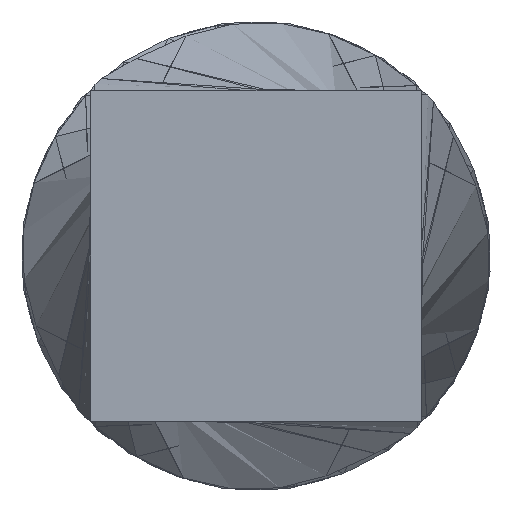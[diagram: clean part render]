
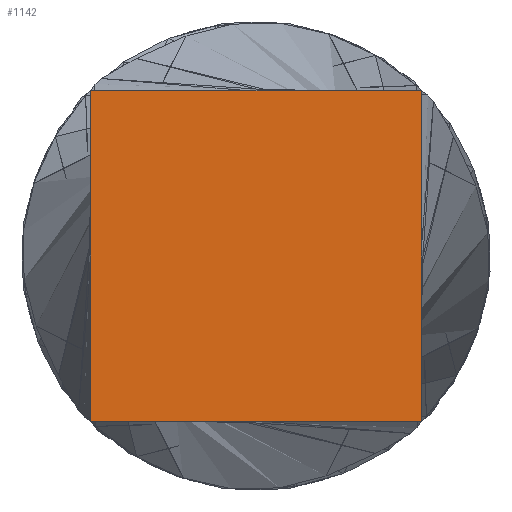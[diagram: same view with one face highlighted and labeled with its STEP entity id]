
A CAD part, front view. The second image highlights one B-rep face of the part: STEP entity #1142.
In plain terms, the highlighted planar face has unit normal (0, -1, 0).
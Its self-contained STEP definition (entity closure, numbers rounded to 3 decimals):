
#117 = VERTEX_POINT ( 'NONE', #6585 ) ;
#301 = LINE ( 'NONE', #8670, #11377 ) ;
#1091 = AXIS2_PLACEMENT_3D ( 'NONE', #9443, #11433, #6443 ) ;
#1142 = ADVANCED_FACE ( 'NONE', ( #4189 ), #3496, .T. ) ;
#1266 = CARTESIAN_POINT ( 'NONE',  ( -6., -600., -6. ) ) ;
#1466 = VERTEX_POINT ( 'NONE', #3848 ) ;
#1684 = LINE ( 'NONE', #3922, #3573 ) ;
#1738 = CARTESIAN_POINT ( 'NONE',  ( -6., -600., 6. ) ) ;
#1832 = EDGE_CURVE ( 'NONE', #11524, #4454, #11951, .T. ) ;
#1869 = VECTOR ( 'NONE', #3082, 1000. ) ;
#2019 = LINE ( 'NONE', #1738, #1869 ) ;
#2647 = DIRECTION ( 'NONE',  ( 0., 0., -1. ) ) ;
#3082 = DIRECTION ( 'NONE',  ( 1., 0., 0. ) ) ;
#3496 = PLANE ( 'NONE',  #1091 ) ;
#3573 = VECTOR ( 'NONE', #9106, 1000. ) ;
#3848 = CARTESIAN_POINT ( 'NONE',  ( 6., -600., 6. ) ) ;
#3888 = EDGE_LOOP ( 'NONE', ( #8699, #9038, #7069, #5320 ) ) ;
#3922 = CARTESIAN_POINT ( 'NONE',  ( 6., -600., -6. ) ) ;
#4189 = FACE_OUTER_BOUND ( 'NONE', #3888, .T. ) ;
#4454 = VERTEX_POINT ( 'NONE', #5012 ) ;
#5012 = CARTESIAN_POINT ( 'NONE',  ( -6., -600., 6. ) ) ;
#5320 = ORIENTED_EDGE ( 'NONE', *, *, #1832, .F. ) ;
#6443 = DIRECTION ( 'NONE',  ( 0., 0., 1. ) ) ;
#6585 = CARTESIAN_POINT ( 'NONE',  ( 6., -600., -6. ) ) ;
#7069 = ORIENTED_EDGE ( 'NONE', *, *, #7307, .F. ) ;
#7307 = EDGE_CURVE ( 'NONE', #4454, #1466, #2019, .T. ) ;
#7661 = EDGE_CURVE ( 'NONE', #1466, #117, #301, .T. ) ;
#7971 = VECTOR ( 'NONE', #8050, 1000. ) ;
#8050 = DIRECTION ( 'NONE',  ( 0., 0., 1. ) ) ;
#8670 = CARTESIAN_POINT ( 'NONE',  ( 6., -600., 6. ) ) ;
#8699 = ORIENTED_EDGE ( 'NONE', *, *, #11696, .F. ) ;
#9038 = ORIENTED_EDGE ( 'NONE', *, *, #7661, .F. ) ;
#9106 = DIRECTION ( 'NONE',  ( -1., 0., 0. ) ) ;
#9443 = CARTESIAN_POINT ( 'NONE',  ( 0., -600., 0. ) ) ;
#11377 = VECTOR ( 'NONE', #2647, 1000. ) ;
#11433 = DIRECTION ( 'NONE',  ( 0., -1., 0. ) ) ;
#11524 = VERTEX_POINT ( 'NONE', #1266 ) ;
#11696 = EDGE_CURVE ( 'NONE', #117, #11524, #1684, .T. ) ;
#11951 = LINE ( 'NONE', #12180, #7971 ) ;
#12180 = CARTESIAN_POINT ( 'NONE',  ( -6., -600., -6. ) ) ;
